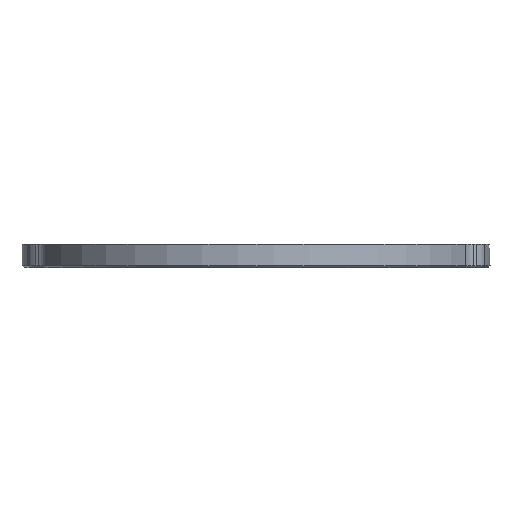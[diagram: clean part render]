
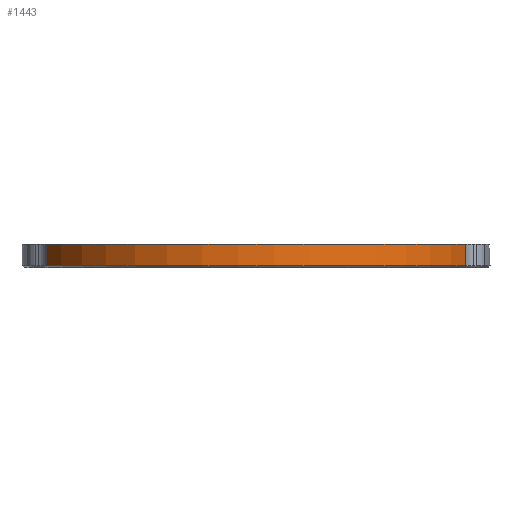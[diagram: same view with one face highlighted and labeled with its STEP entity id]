
A CAD part, front view. The second image highlights one B-rep face of the part: STEP entity #1443.
In plain terms, the highlighted cylindrical face has radius 57.15 mm (diameter 114.3 mm), a partial arc.
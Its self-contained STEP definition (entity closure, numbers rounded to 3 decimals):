
#45 = DIRECTION ( 'NONE',  ( 0., 0., -1. ) ) ;
#61 = LINE ( 'NONE', #1049, #477 ) ;
#72 = ORIENTED_EDGE ( 'NONE', *, *, #621, .T. ) ;
#223 = VERTEX_POINT ( 'NONE', #680 ) ;
#234 = DIRECTION ( 'NONE',  ( 1., 0., 0. ) ) ;
#259 = CYLINDRICAL_SURFACE ( 'NONE', #1353, 57.15 ) ;
#307 = VERTEX_POINT ( 'NONE', #1686 ) ;
#368 = DIRECTION ( 'NONE',  ( 0., 0., 1. ) ) ;
#420 = VERTEX_POINT ( 'NONE', #567 ) ;
#427 = CARTESIAN_POINT ( 'NONE',  ( -53.872, -19.077, 0.5 ) ) ;
#470 = DIRECTION ( 'NONE',  ( 0., 0., -1. ) ) ;
#477 = VECTOR ( 'NONE', #470, 1000. ) ;
#489 = ORIENTED_EDGE ( 'NONE', *, *, #739, .T. ) ;
#567 = CARTESIAN_POINT ( 'NONE',  ( -53.872, -19.077, 6. ) ) ;
#577 = DIRECTION ( 'NONE',  ( 1., 0., 0. ) ) ;
#621 = EDGE_CURVE ( 'NONE', #420, #1512, #61, .T. ) ;
#669 = CIRCLE ( 'NONE', #1398, 57.15 ) ;
#680 = CARTESIAN_POINT ( 'NONE',  ( 53.872, -19.077, 6. ) ) ;
#735 = LINE ( 'NONE', #992, #991 ) ;
#739 = EDGE_CURVE ( 'NONE', #1512, #307, #669, .T. ) ;
#825 = ORIENTED_EDGE ( 'NONE', *, *, #1887, .T. ) ;
#874 = AXIS2_PLACEMENT_3D ( 'NONE', #1891, #1286, #577 ) ;
#991 = VECTOR ( 'NONE', #1731, 1000. ) ;
#992 = CARTESIAN_POINT ( 'NONE',  ( 53.872, -19.077, 6. ) ) ;
#1049 = CARTESIAN_POINT ( 'NONE',  ( -53.872, -19.077, 6. ) ) ;
#1094 = CARTESIAN_POINT ( 'NONE',  ( 0., 0., 0.5 ) ) ;
#1226 = EDGE_LOOP ( 'NONE', ( #72, #489, #825, #1347 ) ) ;
#1286 = DIRECTION ( 'NONE',  ( 0., 0., 1. ) ) ;
#1339 = CARTESIAN_POINT ( 'NONE',  ( 0., 0., 6. ) ) ;
#1347 = ORIENTED_EDGE ( 'NONE', *, *, #1505, .F. ) ;
#1353 = AXIS2_PLACEMENT_3D ( 'NONE', #1339, #45, #1491 ) ;
#1398 = AXIS2_PLACEMENT_3D ( 'NONE', #1094, #368, #234 ) ;
#1443 = ADVANCED_FACE ( 'NONE', ( #1717 ), #259, .T. ) ;
#1491 = DIRECTION ( 'NONE',  ( -1., 0., 0. ) ) ;
#1505 = EDGE_CURVE ( 'NONE', #420, #223, #1894, .T. ) ;
#1512 = VERTEX_POINT ( 'NONE', #427 ) ;
#1686 = CARTESIAN_POINT ( 'NONE',  ( 53.872, -19.077, 0.5 ) ) ;
#1717 = FACE_OUTER_BOUND ( 'NONE', #1226, .T. ) ;
#1731 = DIRECTION ( 'NONE',  ( 0., 0., 1. ) ) ;
#1887 = EDGE_CURVE ( 'NONE', #307, #223, #735, .T. ) ;
#1891 = CARTESIAN_POINT ( 'NONE',  ( 0., 0., 6. ) ) ;
#1894 = CIRCLE ( 'NONE', #874, 57.15 ) ;
